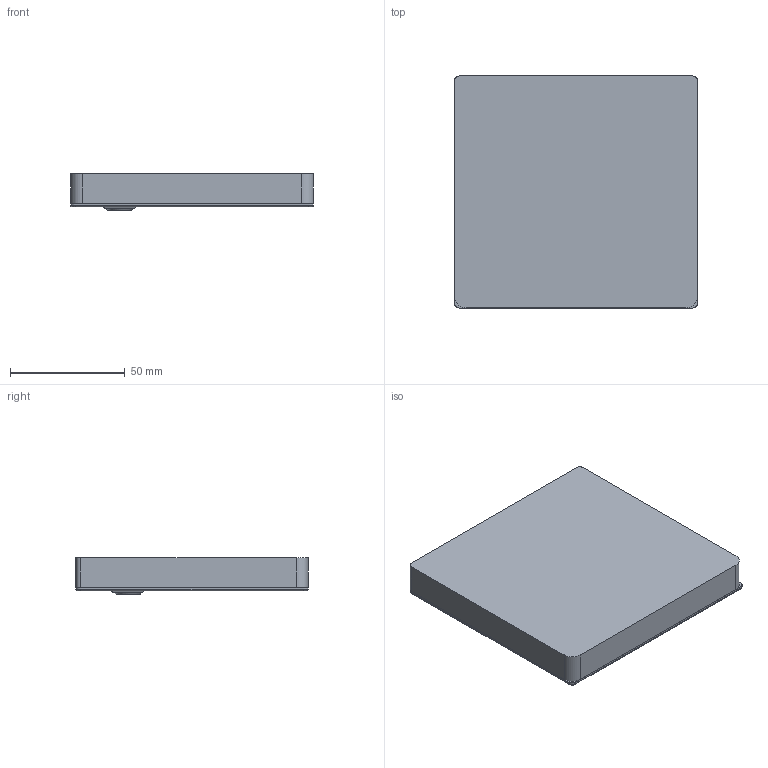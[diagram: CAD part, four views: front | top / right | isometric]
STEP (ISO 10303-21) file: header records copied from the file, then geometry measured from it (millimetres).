
FILE_DESCRIPTION(/* description */ (''),/* implementation_level */ '2;1');
FILE_NAME(/* name */ 'AA_CAD.step',/* time_stamp */ '2025-07-10T17:20:20-04:00',/* author */ (''),/* organization */ (''),/* preprocessor_version */ 'ST-DEVELOPER v20.1',/* originating_system */ 'Autodesk Translation Framework v14.10.0.0',/* authorisation */ '');
FILE_SCHEMA (('AUTOMOTIVE_DESIGN { 1 0 10303 214 3 1 1 }'));
Length unit declared in the file: millimetre
Products named in the file (6): 2025-07-08-21-28-48-311; 2025-07-08-21-29-26-924; MacroPadBackUp2 1; MacroPadBackUp2_PCB; D_DO-35_SOD27_P7.62mm_Horizontal; 2025-07-08-23-28-20-050
Assembly tree (12 placements, depth 3):
  2025-07-08-21-28-48-311
    MacroPadBackUp2 1
      D_DO-35_SOD27_P7.62mm_Horizontal  x9
      MacroPadBackUp2_PCB
    2025-07-08-23-28-20-050
  2025-07-08-21-29-26-924
Bounding box: 105.72 x 100.96 x 16 mm (x, y, z)
Volume: 87869.8 mm3; surface area: 63096 mm2
Topology: 22 solids, 22 shells, 509 faces, 1276 edges, 836 vertices
Faces by surface type: cylinder 261, plane 189, torus 46, bspline 13
Full cylindrical faces by diameter (mm): 0.5 x27, 0.8 x18, 0.889 x14, 1 x9, 1.5 x16, 1.7 x16, 2 x18, 2.02 x9, 3.4 x8, 4 x8
Entity records: 13165 total; most frequent: CARTESIAN_POINT 2398, DIRECTION 2244, ORIENTED_EDGE 2104, EDGE_CURVE 1052, AXIS2_PLACEMENT_3D 828, VERTEX_POINT 692, EDGE_LOOP 606, LINE 588
